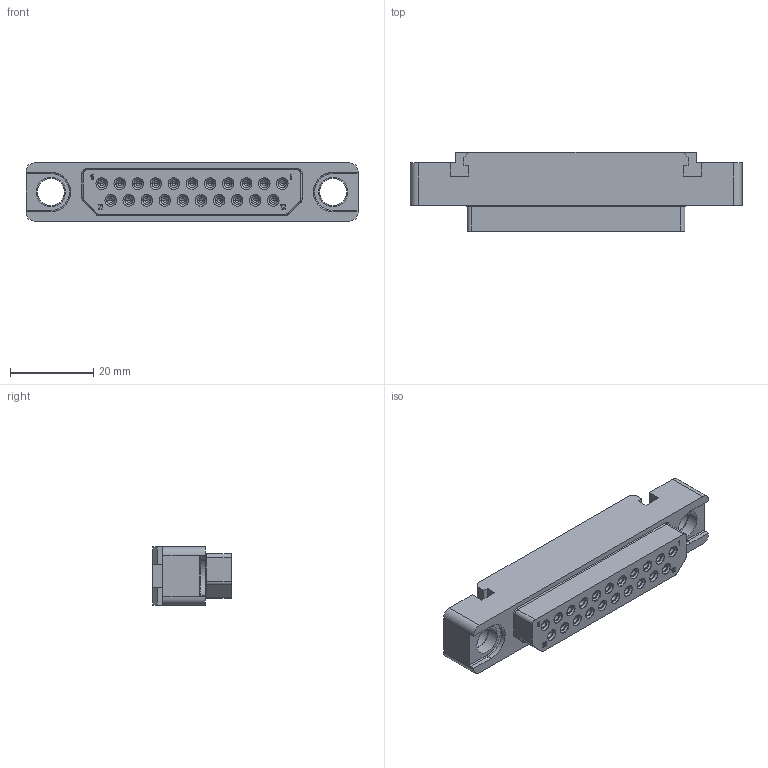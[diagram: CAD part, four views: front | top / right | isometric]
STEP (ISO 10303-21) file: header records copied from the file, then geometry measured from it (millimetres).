
FILE_DESCRIPTION((''),'2;1');
FILE_NAME('1900ND04S2X00D','2020-08-03T',('presta_be4'),(''),'CREO PARAMETRIC BY PTC INC, 2018360','CREO PARAMETRIC BY PTC INC, 2018360','');
FILE_SCHEMA(('CONFIG_CONTROL_DESIGN'));
Products named in the file (1): 1900ND04S2X00D
Bounding box: 80 x 19.07 x 14 mm (x, y, z)
Volume: 13079.8 mm3; surface area: 18816.7 mm2
Topology: 22 solids, 22 shells, 2415 faces, 6056 edges, 3734 vertices
Faces by surface type: cylinder 901, plane 888, cone 384, torus 146, bspline 96
Entity records: 80256 total; most frequent: CARTESIAN_POINT 22454, DIRECTION 12233, ORIENTED_EDGE 11944, EDGE_CURVE 5972, AXIS2_PLACEMENT_3D 4662, VERTEX_POINT 3734, VECTOR 2909, LINE 2909
